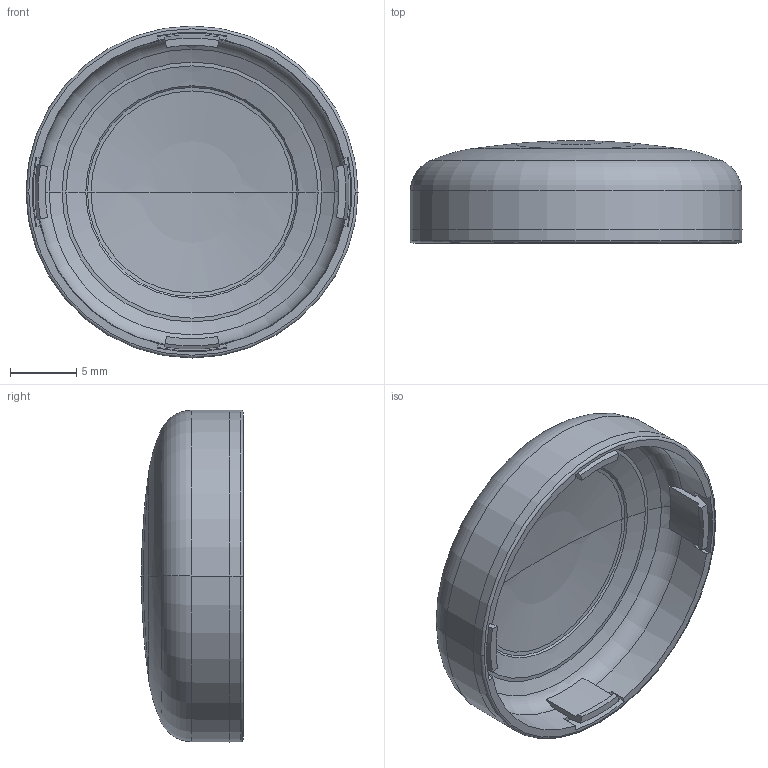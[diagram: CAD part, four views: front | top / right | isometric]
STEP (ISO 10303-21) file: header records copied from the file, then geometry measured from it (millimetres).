
FILE_DESCRIPTION((''),'2;1');
FILE_NAME('05-1144-0055_TASTE_RT-0','2023-10-12T11:01:50',('Beil'),(''),'CREO PARAMETRIC BY PTC INC, 2019030','CREO PARAMETRIC BY PTC INC, 2019030','');
FILE_SCHEMA(('CONFIG_CONTROL_DESIGN','SHAPE_APPEARANCE_LAYERS_GROUPS'));
Length unit declared in the file: millimetre
Products named in the file (1): 05-1144-0055_TASTE_RT-0
Bounding box: 25 x 7.7 x 25 mm (x, y, z)
Volume: 1197.2 mm3; surface area: 1735.1 mm2
Topology: 1 solids, 1 shells, 88 faces, 238 edges, 150 vertices
Faces by surface type: plane 30, cone 22, cylinder 14, bspline 8, sphere 8, torus 6
Entity records: 3845 total; most frequent: CARTESIAN_POINT 789, DIRECTION 498, ORIENTED_EDGE 468, PRESENTATION_STYLE_ASSIGNMENT 237, STYLED_ITEM 235, CURVE_STYLE 234, EDGE_CURVE 234, AXIS2_PLACEMENT_3D 198
